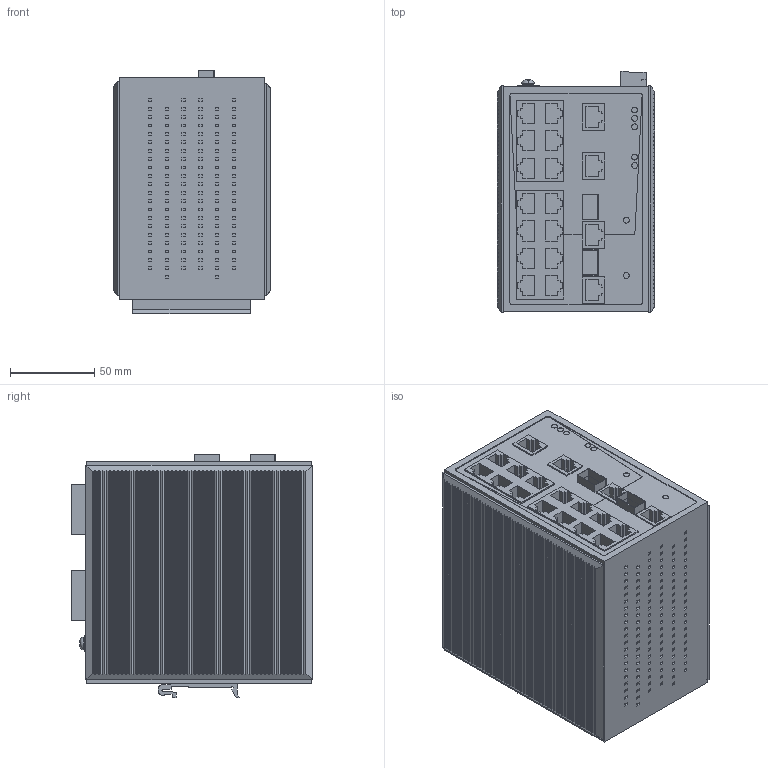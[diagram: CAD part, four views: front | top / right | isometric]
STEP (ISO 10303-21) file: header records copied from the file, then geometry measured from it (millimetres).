
FILE_DESCRIPTION(('CATIA V5 STEP Exchange','CAx-IF Rec.Pracs.--- Model Styling and Organization---1.4--- 2014-01-23'),'2;1');
FILE_NAME ('D1408829_1_1286970000_S3D_IE_SW_PL18M_PL18MT_2GC_16TX.stp','2020-02-19T13:47:31+00:00',('none'),('Weidmueller'),'CATIA Version 5-6 Release 2016 SP3 HF44','CATIA V5 STEP AP214','none');
FILE_SCHEMA(('AUTOMOTIVE_DESIGN { 1 0 10303 214 1 1 1 1 }'));
Products named in the file (1): 1241320000
Bounding box: 93.9 x 143.55 x 144.97 mm (x, y, z)
Volume: 1597188.9 mm3; surface area: 242071.7 mm2
Topology: 36 solids, 36 shells, 2532 faces, 6471 edges, 4298 vertices
Faces by surface type: plane 2094, extrusion 288, cylinder 148, torus 2
Entity records: 81298 total; most frequent: CARTESIAN_POINT 23000, ORIENTED_EDGE 12942, DIRECTION 8319, EDGE_CURVE 6471, VECTOR 5827, LINE 5539, VERTEX_POINT 4297, EDGE_LOOP 2839
